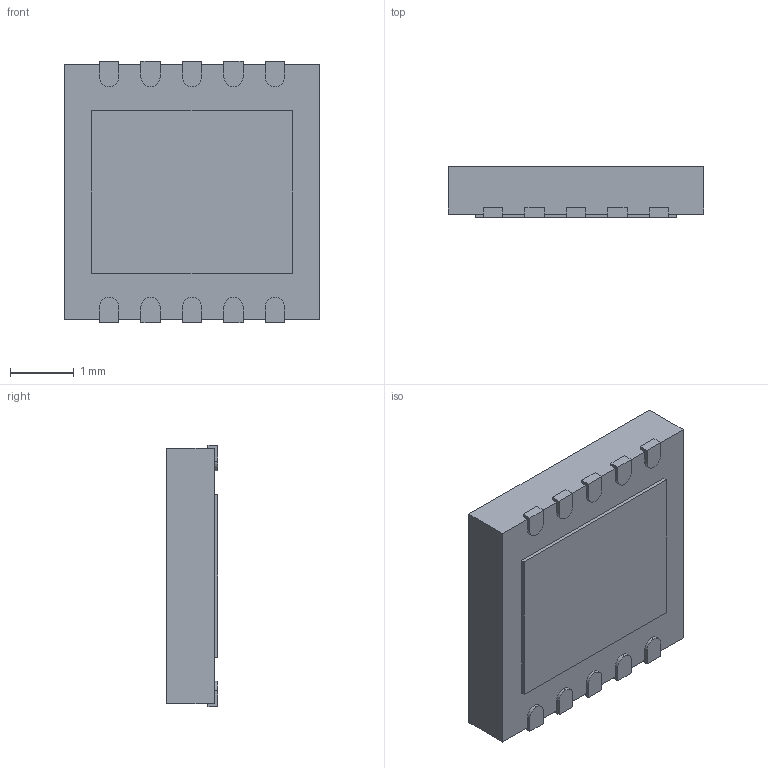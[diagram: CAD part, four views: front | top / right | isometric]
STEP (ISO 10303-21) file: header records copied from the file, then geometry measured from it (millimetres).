
FILE_DESCRIPTION (( 'STEP AP214' ), '1' );
FILE_NAME ( 'SON11P65_400X400X80L40X30T315X255.STEP', '2020-05-08T15:22:47', ( '' ), ( '' ), 'Part was generated with the free Library Expert Lite available at www.PCBLibraries.com. Removing line will violate the End User License Agreement.', '©2017 PCB Libraries, Inc.', '' );
FILE_SCHEMA (( 'AUTOMOTIVE_DESIGN' ));
Length unit declared in the file: millimetre
Products named in the file (1): SON11P65_400X400X80L40X30T315X255
Bounding box: 4 x 0.8 x 4.1 mm (x, y, z)
Volume: 12.5 mm3; surface area: 64.2 mm2
Topology: 12 solids, 12 shells, 105 faces, 240 edges, 160 vertices
Faces by surface type: plane 83, cylinder 20, torus 2
Entity records: 3389 total; most frequent: CARTESIAN_POINT 506, DIRECTION 498, ORIENTED_EDGE 480, EDGE_CURVE 240, VECTOR 194, LINE 194, VERTEX_POINT 160, AXIS2_PLACEMENT_3D 152
